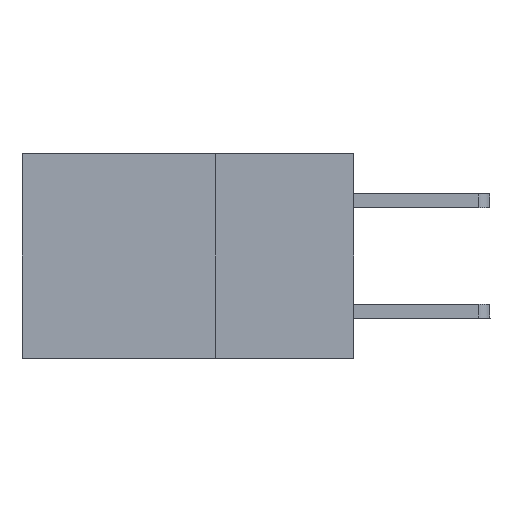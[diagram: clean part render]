
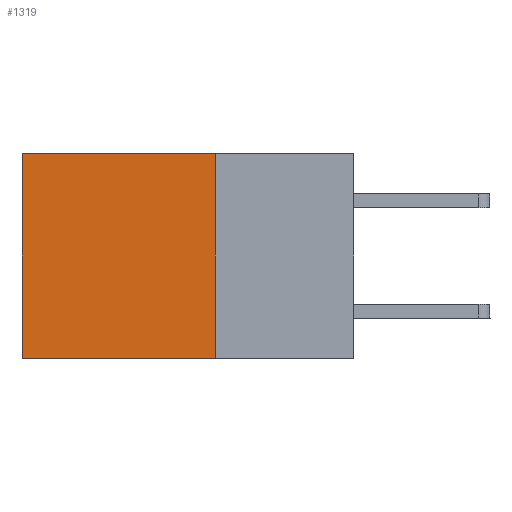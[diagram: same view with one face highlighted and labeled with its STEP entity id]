
A CAD part, left-side view. The second image highlights one B-rep face of the part: STEP entity #1319.
In plain terms, the highlighted planar face has unit normal (-1, 0, 0).
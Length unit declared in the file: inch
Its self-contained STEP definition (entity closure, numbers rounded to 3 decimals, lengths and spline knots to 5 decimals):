
#57 = FACE_OUTER_BOUND ( 'NONE', #4367, .T. ) ;
#353 = VERTEX_POINT ( 'NONE', #7769 ) ;
#1291 = VECTOR ( 'NONE', #3779, 39.37008 ) ;
#1319 = ADVANCED_FACE ( 'NONE', ( #57 ), #7191, .F. ) ;
#2152 = LINE ( 'NONE', #6819, #10594 ) ;
#2452 = DIRECTION ( 'NONE',  ( 0., 0., -1. ) ) ;
#2545 = ORIENTED_EDGE ( 'NONE', *, *, #7030, .F. ) ;
#2618 = ORIENTED_EDGE ( 'NONE', *, *, #7482, .T. ) ;
#3052 = EDGE_CURVE ( 'NONE', #6192, #5228, #2152, .T. ) ;
#3779 = DIRECTION ( 'NONE',  ( 0., 1., 0. ) ) ;
#3911 = VECTOR ( 'NONE', #5218, 39.37008 ) ;
#3919 = CARTESIAN_POINT ( 'NONE',  ( 0.2875, 0.25, 0. ) ) ;
#3999 = AXIS2_PLACEMENT_3D ( 'NONE', #8171, #8095, #2452 ) ;
#4199 = VECTOR ( 'NONE', #7126, 39.37008 ) ;
#4367 = EDGE_LOOP ( 'NONE', ( #2618, #13017, #2545, #8927 ) ) ;
#5192 = CARTESIAN_POINT ( 'NONE',  ( 0.2875, 0.25, 0. ) ) ;
#5218 = DIRECTION ( 'NONE',  ( 0., 0., -1. ) ) ;
#5228 = VERTEX_POINT ( 'NONE', #14506 ) ;
#6087 = CARTESIAN_POINT ( 'NONE',  ( 0.2875, 0.6, 0. ) ) ;
#6130 = EDGE_CURVE ( 'NONE', #353, #9187, #14112, .T. ) ;
#6192 = VERTEX_POINT ( 'NONE', #7883 ) ;
#6819 = CARTESIAN_POINT ( 'NONE',  ( 0.2875, 0.25, -0.37 ) ) ;
#7030 = EDGE_CURVE ( 'NONE', #353, #6192, #10849, .T. ) ;
#7126 = DIRECTION ( 'NONE',  ( 0., 0., -1. ) ) ;
#7191 = PLANE ( 'NONE',  #3999 ) ;
#7482 = EDGE_CURVE ( 'NONE', #9187, #5228, #8405, .T. ) ;
#7769 = CARTESIAN_POINT ( 'NONE',  ( 0.2875, 0.25, 0. ) ) ;
#7883 = CARTESIAN_POINT ( 'NONE',  ( 0.2875, 0.25, -0.37 ) ) ;
#8095 = DIRECTION ( 'NONE',  ( 1., 0., 0. ) ) ;
#8171 = CARTESIAN_POINT ( 'NONE',  ( 0.2875, 0.25, 0. ) ) ;
#8405 = LINE ( 'NONE', #14231, #3911 ) ;
#8823 = DIRECTION ( 'NONE',  ( 0., 1., 0. ) ) ;
#8927 = ORIENTED_EDGE ( 'NONE', *, *, #6130, .T. ) ;
#9187 = VERTEX_POINT ( 'NONE', #6087 ) ;
#10594 = VECTOR ( 'NONE', #8823, 39.37008 ) ;
#10849 = LINE ( 'NONE', #5192, #4199 ) ;
#13017 = ORIENTED_EDGE ( 'NONE', *, *, #3052, .F. ) ;
#14112 = LINE ( 'NONE', #3919, #1291 ) ;
#14231 = CARTESIAN_POINT ( 'NONE',  ( 0.2875, 0.6, 0. ) ) ;
#14506 = CARTESIAN_POINT ( 'NONE',  ( 0.2875, 0.6, -0.37 ) ) ;
